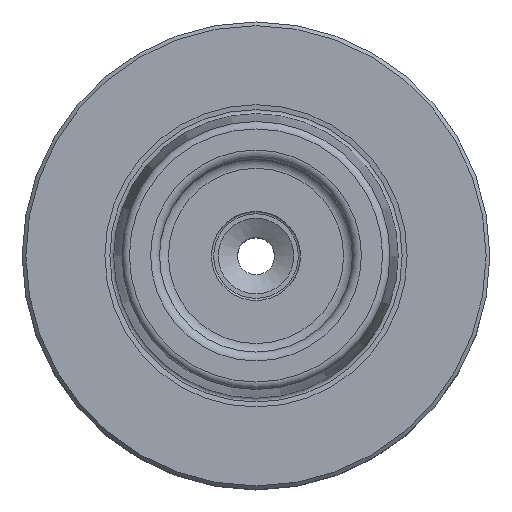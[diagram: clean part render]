
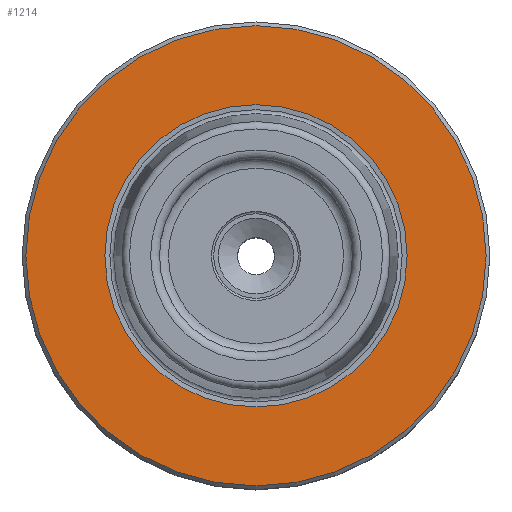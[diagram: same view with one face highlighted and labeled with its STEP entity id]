
A CAD part, top view. The second image highlights one B-rep face of the part: STEP entity #1214.
In plain terms, the highlighted planar face has unit normal (0, 0, 1).
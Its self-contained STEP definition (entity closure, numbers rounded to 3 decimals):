
#115=ORIENTED_EDGE('',*,*,#239,.F.);
#116=ORIENTED_EDGE('',*,*,#238,.T.);
#238=EDGE_CURVE('',#307,#307,#376,.T.);
#239=EDGE_CURVE('',#308,#308,#377,.T.);
#307=VERTEX_POINT('',#1752);
#308=VERTEX_POINT('',#1755);
#376=CIRCLE('',#1311,31.);
#377=CIRCLE('',#1313,20.358);
#460=EDGE_LOOP('',(#115));
#461=EDGE_LOOP('',(#116));
#598=FACE_BOUND('',#460,.T.);
#599=FACE_BOUND('',#461,.T.);
#703=PLANE('',#1312);
#1214=ADVANCED_FACE('',(#598,#599),#703,.F.);
#1311=AXIS2_PLACEMENT_3D('',#1751,#1493,#1494);
#1312=AXIS2_PLACEMENT_3D('',#1753,#1495,#1496);
#1313=AXIS2_PLACEMENT_3D('',#1754,#1497,#1498);
#1493=DIRECTION('',(0.,0.,1.));
#1494=DIRECTION('',(1.,0.,0.));
#1495=DIRECTION('',(0.,0.,-1.));
#1496=DIRECTION('',(-1.,0.,0.));
#1497=DIRECTION('',(0.,0.,1.));
#1498=DIRECTION('',(1.,0.,0.));
#1751=CARTESIAN_POINT('',(0.,0.,0.));
#1752=CARTESIAN_POINT('',(31.,0.,0.));
#1753=CARTESIAN_POINT('',(20.358,0.,0.));
#1754=CARTESIAN_POINT('',(0.,0.,0.));
#1755=CARTESIAN_POINT('',(20.358,0.,0.));
